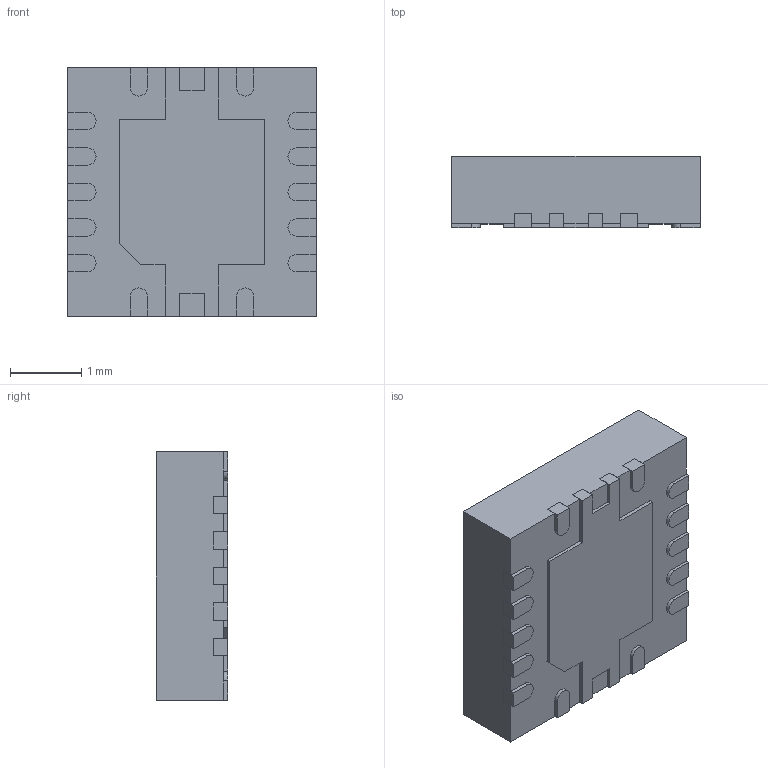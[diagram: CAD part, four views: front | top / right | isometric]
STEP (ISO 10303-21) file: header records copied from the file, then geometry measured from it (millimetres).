
FILE_DESCRIPTION (( 'STEP AP214' ), '1' );
FILE_NAME ('RHL14.STEP', '2020-08-10T11:08:44', ( '' ), ( '' ), 'SwSTEP 2.0', 'SolidWorks 2017', '' );
FILE_SCHEMA (( 'AUTOMOTIVE_DESIGN' ));
Length unit declared in the file: millimetre
Products named in the file (1): RHL14
Bounding box: 3.5 x 1 x 3.5 mm (x, y, z)
Volume: 12 mm3; surface area: 59.5 mm2
Topology: 17 solids, 17 shells, 201 faces, 498 edges, 332 vertices
Faces by surface type: plane 165, cylinder 36
Entity records: 7094 total; most frequent: CARTESIAN_POINT 1032, ORIENTED_EDGE 996, DIRECTION 974, EDGE_CURVE 498, LINE 426, VECTOR 426, VERTEX_POINT 332, AXIS2_PLACEMENT_3D 274
